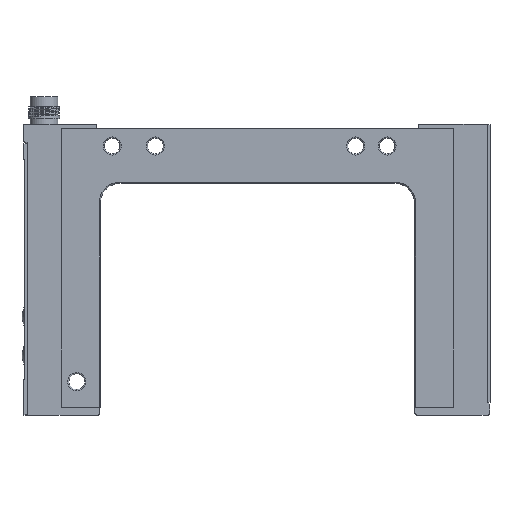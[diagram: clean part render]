
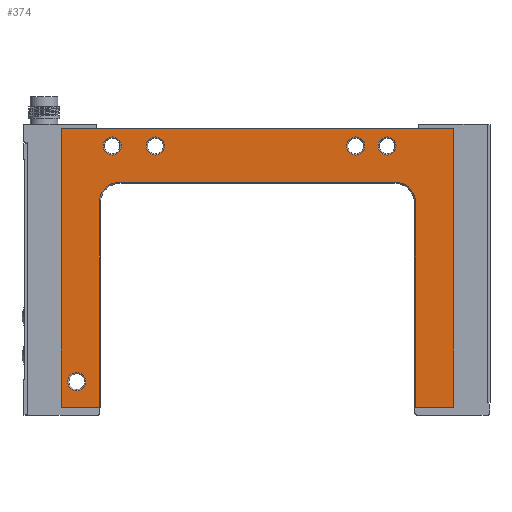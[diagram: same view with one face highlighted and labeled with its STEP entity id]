
A CAD part, top view. The second image highlights one B-rep face of the part: STEP entity #374.
In plain terms, the highlighted planar face has unit normal (0, 0, 1).
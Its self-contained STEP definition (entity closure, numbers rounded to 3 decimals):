
#159=FACE_BOUND('',#756,.T.);
#160=FACE_BOUND('',#757,.T.);
#161=FACE_BOUND('',#758,.T.);
#162=FACE_BOUND('',#759,.T.);
#163=FACE_BOUND('',#760,.T.);
#164=FACE_BOUND('',#761,.T.);
#264=CIRCLE('',#2913,5.3);
#265=CIRCLE('',#2915,2.3);
#267=CIRCLE('',#2918,2.3);
#277=CIRCLE('',#2944,5.3);
#278=CIRCLE('',#2945,2.3);
#279=CIRCLE('',#2946,2.3);
#280=CIRCLE('',#2947,2.3);
#374=ADVANCED_FACE('',(#159,#160,#161,#162,#163,#164),#513,.F.);
#513=PLANE('',#2948);
#756=EDGE_LOOP('',(#1136));
#757=EDGE_LOOP('',(#1137));
#758=EDGE_LOOP('',(#1138,#1139,#1140,#1141,#1142,#1143,#1144,#1145,#1146,
#1147));
#759=EDGE_LOOP('',(#1148));
#760=EDGE_LOOP('',(#1149));
#761=EDGE_LOOP('',(#1150));
#1136=ORIENTED_EDGE('',*,*,#2009,.T.);
#1137=ORIENTED_EDGE('',*,*,#2007,.T.);
#1138=ORIENTED_EDGE('',*,*,#2040,.T.);
#1139=ORIENTED_EDGE('',*,*,#2053,.T.);
#1140=ORIENTED_EDGE('',*,*,#2054,.T.);
#1141=ORIENTED_EDGE('',*,*,#2055,.T.);
#1142=ORIENTED_EDGE('',*,*,#2056,.T.);
#1143=ORIENTED_EDGE('',*,*,#2057,.T.);
#1144=ORIENTED_EDGE('',*,*,#2006,.T.);
#1145=ORIENTED_EDGE('',*,*,#2003,.T.);
#1146=ORIENTED_EDGE('',*,*,#1998,.T.);
#1147=ORIENTED_EDGE('',*,*,#2033,.T.);
#1148=ORIENTED_EDGE('',*,*,#2058,.T.);
#1149=ORIENTED_EDGE('',*,*,#2059,.T.);
#1150=ORIENTED_EDGE('',*,*,#2060,.T.);
#1710=VERTEX_POINT('',#3993);
#1711=VERTEX_POINT('',#3994);
#1713=VERTEX_POINT('',#4001);
#1714=VERTEX_POINT('',#4005);
#1716=VERTEX_POINT('',#4011);
#1718=VERTEX_POINT('',#4016);
#1733=VERTEX_POINT('',#4065);
#1739=VERTEX_POINT('',#4079);
#1749=VERTEX_POINT('',#4107);
#1750=VERTEX_POINT('',#4109);
#1751=VERTEX_POINT('',#4111);
#1752=VERTEX_POINT('',#4113);
#1753=VERTEX_POINT('',#4116);
#1754=VERTEX_POINT('',#4118);
#1755=VERTEX_POINT('',#4120);
#1998=EDGE_CURVE('',#1710,#1711,#2368,.T.);
#2003=EDGE_CURVE('',#1713,#1710,#2373,.T.);
#2006=EDGE_CURVE('',#1714,#1713,#264,.T.);
#2007=EDGE_CURVE('',#1716,#1716,#265,.T.);
#2009=EDGE_CURVE('',#1718,#1718,#267,.T.);
#2033=EDGE_CURVE('',#1711,#1733,#2393,.T.);
#2040=EDGE_CURVE('',#1733,#1739,#2400,.T.);
#2053=EDGE_CURVE('',#1739,#1749,#2409,.T.);
#2054=EDGE_CURVE('',#1749,#1750,#2410,.T.);
#2055=EDGE_CURVE('',#1750,#1751,#2411,.T.);
#2056=EDGE_CURVE('',#1751,#1752,#277,.T.);
#2057=EDGE_CURVE('',#1752,#1714,#2412,.T.);
#2058=EDGE_CURVE('',#1753,#1753,#278,.T.);
#2059=EDGE_CURVE('',#1754,#1754,#279,.T.);
#2060=EDGE_CURVE('',#1755,#1755,#280,.T.);
#2368=LINE('',#3992,#2653);
#2373=LINE('',#4002,#2658);
#2393=LINE('',#4066,#2678);
#2400=LINE('',#4080,#2685);
#2409=LINE('',#4106,#2694);
#2410=LINE('',#4108,#2695);
#2411=LINE('',#4110,#2696);
#2412=LINE('',#4114,#2697);
#2653=VECTOR('',#3240,1.);
#2658=VECTOR('',#3247,1.);
#2678=VECTOR('',#3315,1.);
#2685=VECTOR('',#3324,1.);
#2694=VECTOR('',#3349,1.);
#2695=VECTOR('',#3350,1.);
#2696=VECTOR('',#3351,1.);
#2697=VECTOR('',#3354,1.);
#2913=AXIS2_PLACEMENT_3D('',#4008,#3253,#3254);
#2915=AXIS2_PLACEMENT_3D('',#4010,#3257,#3258);
#2918=AXIS2_PLACEMENT_3D('',#4015,#3263,#3264);
#2944=AXIS2_PLACEMENT_3D('',#4112,#3352,#3353);
#2945=AXIS2_PLACEMENT_3D('',#4115,#3355,#3356);
#2946=AXIS2_PLACEMENT_3D('',#4117,#3357,#3358);
#2947=AXIS2_PLACEMENT_3D('',#4119,#3359,#3360);
#2948=AXIS2_PLACEMENT_3D('',#4121,#3361,#3362);
#3240=DIRECTION('',(1.,0.,0.));
#3247=DIRECTION('',(0.,-1.,0.));
#3253=DIRECTION('',(0.,0.,-1.));
#3254=DIRECTION('',(-1.,0.,0.));
#3257=DIRECTION('',(0.,0.,-1.));
#3258=DIRECTION('',(-1.,0.,0.));
#3263=DIRECTION('',(0.,0.,-1.));
#3264=DIRECTION('',(-1.,0.,0.));
#3315=DIRECTION('',(0.,1.,0.));
#3324=DIRECTION('',(-1.,0.,0.));
#3349=DIRECTION('',(0.,-1.,0.));
#3350=DIRECTION('',(1.,0.,0.));
#3351=DIRECTION('',(0.,1.,0.));
#3352=DIRECTION('',(0.,0.,-1.));
#3353=DIRECTION('',(-1.,0.,0.));
#3354=DIRECTION('',(1.,0.,0.));
#3355=DIRECTION('',(0.,0.,-1.));
#3356=DIRECTION('',(-1.,0.,0.));
#3357=DIRECTION('',(0.,0.,-1.));
#3358=DIRECTION('',(-1.,0.,0.));
#3359=DIRECTION('',(0.,0.,-1.));
#3360=DIRECTION('',(-1.,0.,0.));
#3361=DIRECTION('',(0.,0.,-1.));
#3362=DIRECTION('',(1.,0.,0.));
#3992=CARTESIAN_POINT('',(40.,-35.5,-40.));
#3993=CARTESIAN_POINT('',(40.3,-35.5,-40.));
#3994=CARTESIAN_POINT('',(50.,-35.5,-40.));
#4001=CARTESIAN_POINT('',(40.3,16.5,-40.));
#4002=CARTESIAN_POINT('',(40.3,0.,-40.));
#4005=CARTESIAN_POINT('',(35.,21.8,-40.));
#4008=CARTESIAN_POINT('',(35.,16.5,-40.));
#4010=CARTESIAN_POINT('',(25.,31.,-40.));
#4011=CARTESIAN_POINT('',(22.7,31.,-40.));
#4015=CARTESIAN_POINT('',(33.,31.,-40.));
#4016=CARTESIAN_POINT('',(30.7,31.,-40.));
#4065=CARTESIAN_POINT('',(50.,35.5,-40.));
#4066=CARTESIAN_POINT('',(50.,-35.5,-40.));
#4079=CARTESIAN_POINT('',(-50.,35.5,-40.));
#4080=CARTESIAN_POINT('',(-20.,35.5,-40.));
#4106=CARTESIAN_POINT('',(-50.,-35.5,-40.));
#4107=CARTESIAN_POINT('',(-50.,-35.5,-40.));
#4108=CARTESIAN_POINT('',(-50.,-35.5,-40.));
#4109=CARTESIAN_POINT('',(-40.3,-35.5,-40.));
#4110=CARTESIAN_POINT('',(-40.3,0.,-40.));
#4111=CARTESIAN_POINT('',(-40.3,16.5,-40.));
#4112=CARTESIAN_POINT('',(-35.,16.5,-40.));
#4113=CARTESIAN_POINT('',(-35.,21.8,-40.));
#4114=CARTESIAN_POINT('',(50.,21.8,-40.));
#4115=CARTESIAN_POINT('',(-46.,-29.,-40.));
#4116=CARTESIAN_POINT('',(-48.3,-29.,-40.));
#4117=CARTESIAN_POINT('',(-26.,31.,-40.));
#4118=CARTESIAN_POINT('',(-28.3,31.,-40.));
#4119=CARTESIAN_POINT('',(-37.,31.,-40.));
#4120=CARTESIAN_POINT('',(-39.3,31.,-40.));
#4121=CARTESIAN_POINT('',(50.,0.,-40.));
